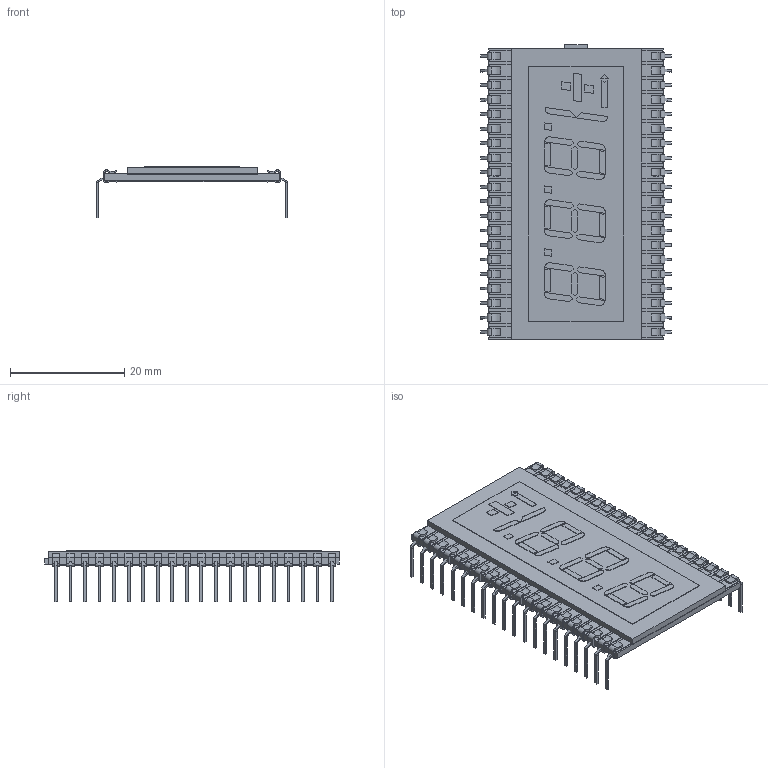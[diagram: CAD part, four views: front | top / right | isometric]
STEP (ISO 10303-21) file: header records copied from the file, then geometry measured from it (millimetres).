
FILE_DESCRIPTION(('FreeCAD Model'),'2;1');
FILE_NAME('Fusion126_sp.step','2017-07-30T13:12:58',( 'kicad StepUp'),('ksu MCAD'),'Open CASCADE STEP processor 7.1', 'FreeCAD','Unknown');
FILE_SCHEMA(('AUTOMOTIVE_DESIGN { 1 0 10303 214 1 1 1 1 }'));
Length unit declared in the file: millimetre
Products named in the file (1): Fusion126_sp
Bounding box: 33.32 x 51.53 x 8.95 mm (x, y, z)
Volume: 3609 mm3; surface area: 4565.5 mm2
Topology: 1 solids, 1 shells, 1530 faces, 4439 edges, 2903 vertices
Faces by surface type: plane 1116, cylinder 414
Entity records: 32444 total; most frequent: ORIENTED_EDGE 6772, CARTESIAN_POINT 4936, EDGE_CURVE 4439, LINE 3113, VERTEX_POINT 2903, AXIS2_PLACEMENT_3D 1753, FACE_BOUND 1682, EDGE_LOOP 1682
